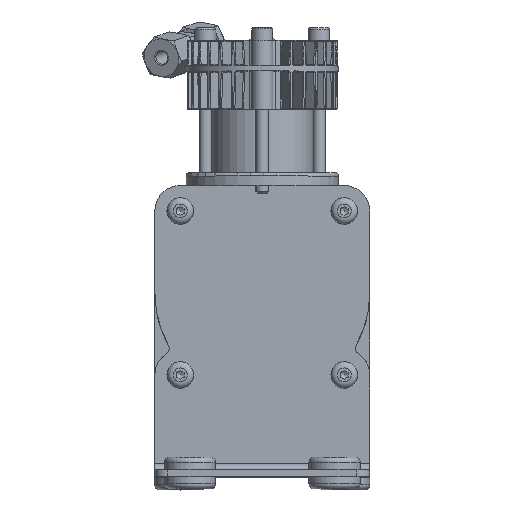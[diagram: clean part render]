
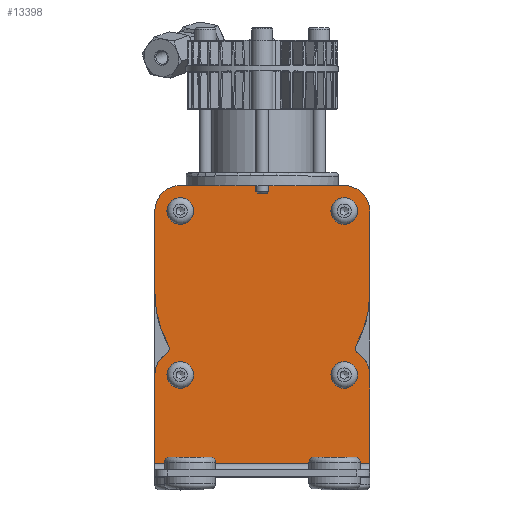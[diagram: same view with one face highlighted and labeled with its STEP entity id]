
A CAD part, top view. The second image highlights one B-rep face of the part: STEP entity #13398.
In plain terms, the highlighted planar face has unit normal (0, 0, 1).
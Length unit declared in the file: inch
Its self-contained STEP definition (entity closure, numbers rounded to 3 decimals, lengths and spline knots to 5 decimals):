
#1360=PLANE('',#14339);
#1615=LINE('',#19951,#2174);
#1623=LINE('',#19996,#2182);
#1635=LINE('',#20048,#2194);
#1636=LINE('',#20050,#2195);
#1637=LINE('',#20052,#2196);
#1638=LINE('',#20053,#2197);
#2174=VECTOR('',#16014,0.87);
#2182=VECTOR('',#16058,2.11);
#2194=VECTOR('',#16120,1.61);
#2195=VECTOR('',#16123,0.805);
#2196=VECTOR('',#16126,0.87);
#2197=VECTOR('',#16127,0.805);
#2735=FACE_BOUND('',#3788,.T.);
#2736=FACE_BOUND('',#3789,.T.);
#2737=FACE_BOUND('',#3790,.T.);
#2738=FACE_BOUND('',#3791,.T.);
#2881=FACE_OUTER_BOUND('',#3787,.T.);
#3787=EDGE_LOOP('',(#9053,#9054,#9055,#9056,#9057,#9058,#9059,#9060,#9061,
#9062,#9063,#9064,#9065,#9066));
#3788=EDGE_LOOP('',(#9067));
#3789=EDGE_LOOP('',(#9068));
#3790=EDGE_LOOP('',(#9069));
#3791=EDGE_LOOP('',(#9070));
#4799=CIRCLE('',#14314,0.075);
#4800=CIRCLE('',#14316,0.075);
#4801=CIRCLE('',#14318,0.075);
#4802=CIRCLE('',#14320,0.075);
#4803=CIRCLE('',#14322,1.055);
#4804=CIRCLE('',#14324,0.0625);
#4805=CIRCLE('',#14326,0.25);
#4806=CIRCLE('',#14328,0.0625);
#4807=CIRCLE('',#14330,1.055);
#4808=CIRCLE('',#14332,0.25);
#4809=CIRCLE('',#14334,0.25);
#4810=CIRCLE('',#14336,0.25);
#5554=VERTEX_POINT('',#19948);
#5555=VERTEX_POINT('',#19950);
#5574=VERTEX_POINT('',#19994);
#5575=VERTEX_POINT('',#19998);
#5576=VERTEX_POINT('',#20001);
#5577=VERTEX_POINT('',#20004);
#5578=VERTEX_POINT('',#20007);
#5579=VERTEX_POINT('',#20010);
#5580=VERTEX_POINT('',#20012);
#5581=VERTEX_POINT('',#20016);
#5582=VERTEX_POINT('',#20020);
#5583=VERTEX_POINT('',#20024);
#5584=VERTEX_POINT('',#20026);
#5585=VERTEX_POINT('',#20030);
#5586=VERTEX_POINT('',#20036);
#5587=VERTEX_POINT('',#20038);
#5588=VERTEX_POINT('',#20042);
#5589=VERTEX_POINT('',#20044);
#6875=EDGE_CURVE('',#5554,#5555,#1615,.T.);
#6898=EDGE_CURVE('',#5574,#5554,#1623,.T.);
#6899=EDGE_CURVE('',#5575,#5575,#4799,.T.);
#6900=EDGE_CURVE('',#5576,#5576,#4800,.T.);
#6901=EDGE_CURVE('',#5577,#5577,#4801,.T.);
#6902=EDGE_CURVE('',#5578,#5578,#4802,.T.);
#6904=EDGE_CURVE('',#5580,#5579,#4803,.T.);
#6906=EDGE_CURVE('',#5581,#5580,#4804,.T.);
#6908=EDGE_CURVE('',#5582,#5581,#4805,.T.);
#6911=EDGE_CURVE('',#5584,#5583,#4806,.T.);
#6913=EDGE_CURVE('',#5585,#5584,#4807,.T.);
#6915=EDGE_CURVE('',#5583,#5555,#4808,.T.);
#6917=EDGE_CURVE('',#5587,#5586,#4809,.T.);
#6920=EDGE_CURVE('',#5589,#5588,#4810,.T.);
#6922=EDGE_CURVE('',#5587,#5588,#1635,.T.);
#6923=EDGE_CURVE('',#5579,#5589,#1636,.T.);
#6924=EDGE_CURVE('',#5574,#5582,#1637,.T.);
#6925=EDGE_CURVE('',#5585,#5586,#1638,.T.);
#9053=ORIENTED_EDGE('',*,*,#6898,.F.);
#9054=ORIENTED_EDGE('',*,*,#6924,.T.);
#9055=ORIENTED_EDGE('',*,*,#6908,.T.);
#9056=ORIENTED_EDGE('',*,*,#6906,.T.);
#9057=ORIENTED_EDGE('',*,*,#6904,.T.);
#9058=ORIENTED_EDGE('',*,*,#6923,.T.);
#9059=ORIENTED_EDGE('',*,*,#6920,.T.);
#9060=ORIENTED_EDGE('',*,*,#6922,.F.);
#9061=ORIENTED_EDGE('',*,*,#6917,.T.);
#9062=ORIENTED_EDGE('',*,*,#6925,.F.);
#9063=ORIENTED_EDGE('',*,*,#6913,.T.);
#9064=ORIENTED_EDGE('',*,*,#6911,.T.);
#9065=ORIENTED_EDGE('',*,*,#6915,.T.);
#9066=ORIENTED_EDGE('',*,*,#6875,.F.);
#9067=ORIENTED_EDGE('',*,*,#6899,.T.);
#9068=ORIENTED_EDGE('',*,*,#6900,.T.);
#9069=ORIENTED_EDGE('',*,*,#6901,.T.);
#9070=ORIENTED_EDGE('',*,*,#6902,.T.);
#13398=ADVANCED_FACE('',(#2881,#2735,#2736,#2737,#2738),#1360,.T.);
#14314=AXIS2_PLACEMENT_3D('',#19999,#16061,#16062);
#14316=AXIS2_PLACEMENT_3D('',#20002,#16065,#16066);
#14318=AXIS2_PLACEMENT_3D('',#20005,#16069,#16070);
#14320=AXIS2_PLACEMENT_3D('',#20008,#16073,#16074);
#14322=AXIS2_PLACEMENT_3D('',#20013,#16078,#16079);
#14324=AXIS2_PLACEMENT_3D('',#20017,#16083,#16084);
#14326=AXIS2_PLACEMENT_3D('',#20021,#16088,#16089);
#14328=AXIS2_PLACEMENT_3D('',#20027,#16094,#16095);
#14330=AXIS2_PLACEMENT_3D('',#20031,#16099,#16100);
#14332=AXIS2_PLACEMENT_3D('',#20034,#16104,#16105);
#14334=AXIS2_PLACEMENT_3D('',#20039,#16109,#16110);
#14336=AXIS2_PLACEMENT_3D('',#20045,#16115,#16116);
#14339=AXIS2_PLACEMENT_3D('',#20051,#16124,#16125);
#16014=DIRECTION('',(0.,1.,0.));
#16058=DIRECTION('',(-1.,0.,0.));
#16061=DIRECTION('center_axis',(0.,0.,-1.));
#16062=DIRECTION('ref_axis',(1.,0.,0.));
#16065=DIRECTION('center_axis',(0.,0.,-1.));
#16066=DIRECTION('ref_axis',(1.,0.,0.));
#16069=DIRECTION('center_axis',(0.,0.,-1.));
#16070=DIRECTION('ref_axis',(1.,0.,0.));
#16073=DIRECTION('center_axis',(0.,0.,-1.));
#16074=DIRECTION('ref_axis',(1.,0.,0.));
#16078=DIRECTION('center_axis',(0.,0.,1.));
#16079=DIRECTION('ref_axis',(-0.874,0.486,0.));
#16083=DIRECTION('center_axis',(0.,0.,-1.));
#16084=DIRECTION('ref_axis',(-0.874,0.486,0.));
#16088=DIRECTION('center_axis',(0.,0.,1.));
#16089=DIRECTION('ref_axis',(-1.,0.,0.));
#16094=DIRECTION('center_axis',(0.,0.,-1.));
#16095=DIRECTION('ref_axis',(0.548,-0.836,0.));
#16099=DIRECTION('center_axis',(0.,0.,1.));
#16100=DIRECTION('ref_axis',(1.,0.,0.));
#16104=DIRECTION('center_axis',(0.,0.,1.));
#16105=DIRECTION('ref_axis',(0.548,-0.836,0.));
#16109=DIRECTION('center_axis',(0.,0.,1.));
#16110=DIRECTION('ref_axis',(0.,-1.,0.));
#16115=DIRECTION('center_axis',(0.,0.,1.));
#16116=DIRECTION('ref_axis',(-1.,0.,0.));
#16120=DIRECTION('',(1.,0.,0.));
#16123=DIRECTION('',(0.,1.,0.));
#16124=DIRECTION('center_axis',(0.,0.,1.));
#16125=DIRECTION('ref_axis',(1.,0.,0.));
#16126=DIRECTION('',(0.,1.,0.));
#16127=DIRECTION('',(0.,1.,0.));
#19948=CARTESIAN_POINT('',(-1.055,-1.48,0.0625));
#19950=CARTESIAN_POINT('',(-1.055,-0.61,0.0625));
#19951=CARTESIAN_POINT('',(-1.055,-1.25,0.0625));
#19994=CARTESIAN_POINT('',(1.055,-1.48,0.0625));
#19996=CARTESIAN_POINT('',(-0.5275,-1.48,0.0625));
#19998=CARTESIAN_POINT('',(-0.73,-0.61,0.0625));
#19999=CARTESIAN_POINT('Origin',(-0.805,-0.61,
0.0625));
#20001=CARTESIAN_POINT('',(0.88,-0.61,0.0625));
#20002=CARTESIAN_POINT('Origin',(0.805,-0.61,0.0625));
#20004=CARTESIAN_POINT('',(0.88,1.,0.0625));
#20005=CARTESIAN_POINT('Origin',(0.805,1.,0.0625));
#20007=CARTESIAN_POINT('',(-0.73,1.,0.0625));
#20008=CARTESIAN_POINT('Origin',(-0.805,1.,0.0625));
#20010=CARTESIAN_POINT('',(1.055,0.195,0.0625));
#20012=CARTESIAN_POINT('',(0.92174,-0.31825,0.0625));
#20013=CARTESIAN_POINT('Origin',(0.,0.195,0.0625));
#20016=CARTESIAN_POINT('',(0.94207,-0.40093,0.0625));
#20017=CARTESIAN_POINT('Origin',(0.97634,-0.34866,0.0625));
#20020=CARTESIAN_POINT('',(1.055,-0.61,0.0625));
#20021=CARTESIAN_POINT('Origin',(0.805,-0.61,0.0625));
#20024=CARTESIAN_POINT('',(-0.94207,-0.40093,0.0625));
#20026=CARTESIAN_POINT('',(-0.92174,-0.31825,0.0625));
#20027=CARTESIAN_POINT('Origin',(-0.97634,-0.34866,
0.0625));
#20030=CARTESIAN_POINT('',(-1.055,0.195,0.0625));
#20031=CARTESIAN_POINT('Origin',(0.,0.195,0.0625));
#20034=CARTESIAN_POINT('Origin',(-0.805,-0.61,
0.0625));
#20036=CARTESIAN_POINT('',(-1.055,1.,0.0625));
#20038=CARTESIAN_POINT('',(-0.805,1.25,0.0625));
#20039=CARTESIAN_POINT('Origin',(-0.805,1.,0.0625));
#20042=CARTESIAN_POINT('',(0.805,1.25,0.0625));
#20044=CARTESIAN_POINT('',(1.055,1.,0.0625));
#20045=CARTESIAN_POINT('Origin',(0.805,1.,0.0625));
#20048=CARTESIAN_POINT('',(-1.055,1.25,0.0625));
#20050=CARTESIAN_POINT('',(1.055,-1.606,0.0625));
#20051=CARTESIAN_POINT('Origin',(0.,0.,0.0625));
#20052=CARTESIAN_POINT('',(1.055,-1.606,0.0625));
#20053=CARTESIAN_POINT('',(-1.055,-1.25,0.0625));
